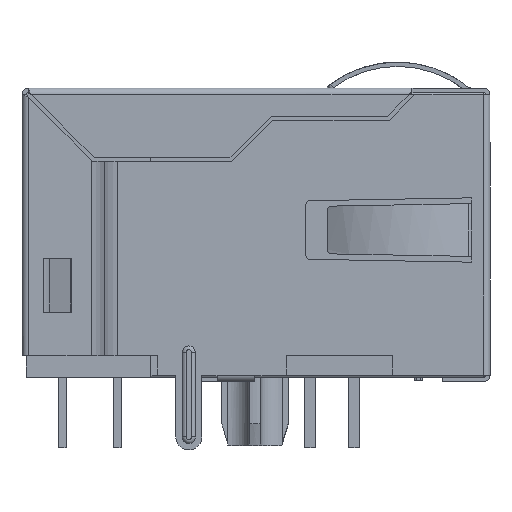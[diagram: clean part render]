
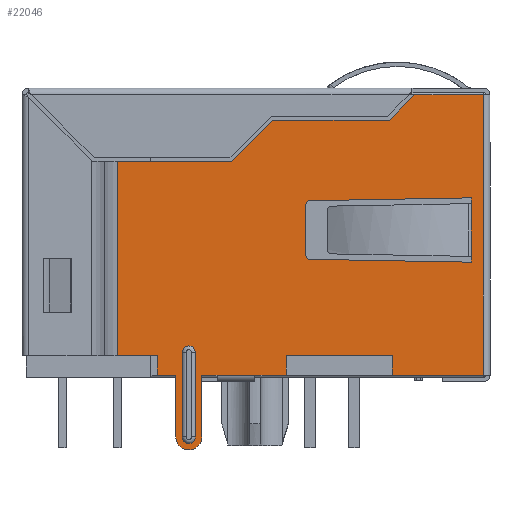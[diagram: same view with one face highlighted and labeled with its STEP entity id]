
A CAD part, left-side view. The second image highlights one B-rep face of the part: STEP entity #22046.
In plain terms, the highlighted face is planar.
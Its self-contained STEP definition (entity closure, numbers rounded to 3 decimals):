
#631=CIRCLE('',#22801,0.2);
#633=CIRCLE('',#22804,0.2);
#736=CIRCLE('',#23054,0.3);
#741=CIRCLE('',#23062,0.3);
#743=CIRCLE('',#23068,0.6);
#3891=ORIENTED_EDGE('',*,*,#7218,.T.);
#3892=ORIENTED_EDGE('',*,*,#7220,.F.);
#3893=ORIENTED_EDGE('',*,*,#7216,.T.);
#3894=ORIENTED_EDGE('',*,*,#7211,.F.);
#3895=ORIENTED_EDGE('',*,*,#7230,.T.);
#3896=ORIENTED_EDGE('',*,*,#7270,.T.);
#3897=ORIENTED_EDGE('',*,*,#7263,.T.);
#3898=ORIENTED_EDGE('',*,*,#7260,.T.);
#3899=ORIENTED_EDGE('',*,*,#7257,.T.);
#3900=ORIENTED_EDGE('',*,*,#7254,.T.);
#3901=ORIENTED_EDGE('',*,*,#7193,.T.);
#3902=ORIENTED_EDGE('',*,*,#7248,.T.);
#3903=ORIENTED_EDGE('',*,*,#7245,.T.);
#3904=ORIENTED_EDGE('',*,*,#7273,.T.);
#3905=ORIENTED_EDGE('',*,*,#7222,.F.);
#3906=ORIENTED_EDGE('',*,*,#7225,.F.);
#3907=ORIENTED_EDGE('',*,*,#7227,.F.);
#3908=ORIENTED_EDGE('',*,*,#7277,.T.);
#3909=ORIENTED_EDGE('',*,*,#7166,.T.);
#3910=ORIENTED_EDGE('',*,*,#7276,.T.);
#3911=ORIENTED_EDGE('',*,*,#7241,.T.);
#3912=ORIENTED_EDGE('',*,*,#7238,.T.);
#3913=ORIENTED_EDGE('',*,*,#7235,.T.);
#3914=ORIENTED_EDGE('',*,*,#7269,.T.);
#3915=ORIENTED_EDGE('',*,*,#7337,.T.);
#3916=ORIENTED_EDGE('',*,*,#7333,.F.);
#3917=ORIENTED_EDGE('',*,*,#6762,.F.);
#3918=ORIENTED_EDGE('',*,*,#6784,.F.);
#3919=ORIENTED_EDGE('',*,*,#6766,.F.);
#3920=ORIENTED_EDGE('',*,*,#7302,.F.);
#3921=ORIENTED_EDGE('',*,*,#6771,.T.);
#3922=ORIENTED_EDGE('',*,*,#6778,.T.);
#6762=EDGE_CURVE('',#8809,#8810,#631,.T.);
#6766=EDGE_CURVE('',#8813,#8814,#633,.T.);
#6771=EDGE_CURVE('',#8816,#8818,#10126,.T.);
#6778=EDGE_CURVE('',#8818,#8293,#10129,.T.);
#6784=EDGE_CURVE('',#8814,#8809,#10135,.T.);
#7166=EDGE_CURVE('',#9072,#9074,#10412,.T.);
#7193=EDGE_CURVE('',#9094,#9093,#10428,.T.);
#7211=EDGE_CURVE('',#9106,#9107,#736,.T.);
#7216=EDGE_CURVE('',#9109,#9107,#10438,.T.);
#7218=EDGE_CURVE('',#9106,#9112,#10439,.T.);
#7220=EDGE_CURVE('',#9109,#9112,#741,.T.);
#7222=EDGE_CURVE('',#9113,#9114,#10441,.T.);
#7225=EDGE_CURVE('',#9115,#9113,#743,.T.);
#7227=EDGE_CURVE('',#9116,#9115,#10445,.T.);
#7230=EDGE_CURVE('',#9118,#9117,#10447,.T.);
#7235=EDGE_CURVE('',#9123,#9122,#10451,.T.);
#7238=EDGE_CURVE('',#9125,#9123,#10454,.T.);
#7241=EDGE_CURVE('',#9127,#9125,#10457,.T.);
#7245=EDGE_CURVE('',#9131,#9130,#10461,.T.);
#7248=EDGE_CURVE('',#9093,#9131,#10464,.T.);
#7254=EDGE_CURVE('',#9133,#9094,#10470,.T.);
#7257=EDGE_CURVE('',#9135,#9133,#10473,.T.);
#7260=EDGE_CURVE('',#9137,#9135,#10476,.T.);
#7263=EDGE_CURVE('',#9139,#9137,#10479,.T.);
#7269=EDGE_CURVE('',#9122,#9118,#10484,.T.);
#7270=EDGE_CURVE('',#9117,#9139,#10485,.T.);
#7273=EDGE_CURVE('',#9130,#9114,#10487,.T.);
#7276=EDGE_CURVE('',#9074,#9127,#10490,.T.);
#7277=EDGE_CURVE('',#9116,#9072,#10491,.T.);
#7302=EDGE_CURVE('',#8816,#8813,#10510,.T.);
#7333=EDGE_CURVE('',#8810,#9152,#10539,.T.);
#7337=EDGE_CURVE('',#8293,#9152,#10543,.T.);
#8293=VERTEX_POINT('',#28007);
#8809=VERTEX_POINT('',#31621);
#8810=VERTEX_POINT('',#31623);
#8813=VERTEX_POINT('',#31630);
#8814=VERTEX_POINT('',#31632);
#8816=VERTEX_POINT('',#31637);
#8818=VERTEX_POINT('',#31641);
#9072=VERTEX_POINT('',#32612);
#9074=VERTEX_POINT('',#32616);
#9093=VERTEX_POINT('',#32671);
#9094=VERTEX_POINT('',#32673);
#9106=VERTEX_POINT('',#32708);
#9107=VERTEX_POINT('',#32710);
#9109=VERTEX_POINT('',#32716);
#9112=VERTEX_POINT('',#32723);
#9113=VERTEX_POINT('',#32733);
#9114=VERTEX_POINT('',#32734);
#9115=VERTEX_POINT('',#32739);
#9116=VERTEX_POINT('',#32743);
#9117=VERTEX_POINT('',#32747);
#9118=VERTEX_POINT('',#32749);
#9122=VERTEX_POINT('',#32758);
#9123=VERTEX_POINT('',#32760);
#9125=VERTEX_POINT('',#32766);
#9127=VERTEX_POINT('',#32772);
#9130=VERTEX_POINT('',#32779);
#9131=VERTEX_POINT('',#32781);
#9133=VERTEX_POINT('',#32794);
#9135=VERTEX_POINT('',#32800);
#9137=VERTEX_POINT('',#32806);
#9139=VERTEX_POINT('',#32812);
#9152=VERTEX_POINT('',#32928);
#10126=LINE('',#31642,#11666);
#10129=LINE('',#31654,#11669);
#10135=LINE('',#31663,#11675);
#10412=LINE('',#32617,#11952);
#10428=LINE('',#32672,#11968);
#10438=LINE('',#32719,#11978);
#10439=LINE('',#32724,#11979);
#10441=LINE('',#32732,#11981);
#10445=LINE('',#32742,#11985);
#10447=LINE('',#32748,#11987);
#10451=LINE('',#32759,#11991);
#10454=LINE('',#32765,#11994);
#10457=LINE('',#32771,#11997);
#10461=LINE('',#32780,#12001);
#10464=LINE('',#32785,#12004);
#10470=LINE('',#32793,#12010);
#10473=LINE('',#32799,#12013);
#10476=LINE('',#32805,#12016);
#10479=LINE('',#32811,#12019);
#10484=LINE('',#32821,#12024);
#10485=LINE('',#32823,#12025);
#10487=LINE('',#32828,#12027);
#10490=LINE('',#32832,#12030);
#10491=LINE('',#32834,#12031);
#10510=LINE('',#32878,#12050);
#10539=LINE('',#32930,#12079);
#10543=LINE('',#32938,#12083);
#11666=VECTOR('',#24910,1000.);
#11669=VECTOR('',#24927,1000.);
#11675=VECTOR('',#24939,1000.);
#11952=VECTOR('',#25622,1000.);
#11968=VECTOR('',#25678,1000.);
#11978=VECTOR('',#25728,1000.);
#11979=VECTOR('',#25733,1000.);
#11981=VECTOR('',#25747,1000.);
#11985=VECTOR('',#25757,1000.);
#11987=VECTOR('',#25763,1000.);
#11991=VECTOR('',#25771,1000.);
#11994=VECTOR('',#25776,1000.);
#11997=VECTOR('',#25781,1000.);
#12001=VECTOR('',#25787,1000.);
#12004=VECTOR('',#25792,1000.);
#12010=VECTOR('',#25800,1000.);
#12013=VECTOR('',#25805,1000.);
#12016=VECTOR('',#25810,1000.);
#12019=VECTOR('',#25815,1000.);
#12024=VECTOR('',#25824,1000.);
#12025=VECTOR('',#25827,1000.);
#12027=VECTOR('',#25833,1000.);
#12030=VECTOR('',#25838,1000.);
#12031=VECTOR('',#25841,1000.);
#12050=VECTOR('',#25906,1000.);
#12079=VECTOR('',#25965,1000.);
#12083=VECTOR('',#25977,1000.);
#13302=EDGE_LOOP('',(#3891,#3892,#3893,#3894));
#13303=EDGE_LOOP('',(#3895,#3896,#3897,#3898,#3899,#3900,#3901,#3902,#3903,
#3904,#3905,#3906,#3907,#3908,#3909,#3910,#3911,#3912,#3913,#3914));
#13304=EDGE_LOOP('',(#3915,#3916,#3917,#3918,#3919,#3920,#3921,#3922));
#14264=FACE_BOUND('',#13302,.T.);
#14265=FACE_BOUND('',#13303,.T.);
#14266=FACE_BOUND('',#13304,.T.);
#15013=PLANE('',#23130);
#22046=ADVANCED_FACE('',(#14264,#14265,#14266),#15013,.T.);
#22801=AXIS2_PLACEMENT_3D('',#31622,#24894,#24895);
#22804=AXIS2_PLACEMENT_3D('',#31631,#24902,#24903);
#23054=AXIS2_PLACEMENT_3D('',#32709,#25717,#25718);
#23062=AXIS2_PLACEMENT_3D('',#32727,#25737,#25738);
#23068=AXIS2_PLACEMENT_3D('',#32738,#25752,#25753);
#23130=AXIS2_PLACEMENT_3D('',#32937,#25975,#25976);
#24894=DIRECTION('',(1.,0.,0.));
#24895=DIRECTION('',(0.,1.,0.));
#24902=DIRECTION('',(1.,0.,0.));
#24903=DIRECTION('',(0.,1.,0.));
#24910=DIRECTION('',(0.,0.,1.));
#24927=DIRECTION('',(0.,0.,1.));
#24939=DIRECTION('',(0.,0.,1.));
#25622=DIRECTION('',(0.,-1.,0.));
#25678=DIRECTION('',(0.,0.,1.));
#25717=DIRECTION('',(1.,0.,0.));
#25718=DIRECTION('',(0.,1.,0.));
#25728=DIRECTION('',(0.,0.,1.));
#25733=DIRECTION('',(0.,0.,-1.));
#25737=DIRECTION('',(1.,0.,0.));
#25738=DIRECTION('',(0.,1.,0.));
#25747=DIRECTION('',(0.,0.,-1.));
#25752=DIRECTION('',(-1.,0.,0.));
#25753=DIRECTION('',(0.,-1.,0.));
#25757=DIRECTION('',(0.,0.,1.));
#25763=DIRECTION('',(0.,0.,-1.));
#25771=DIRECTION('',(0.,0.,1.));
#25776=DIRECTION('',(0.,-1.,0.));
#25781=DIRECTION('',(0.,0.,-1.));
#25787=DIRECTION('',(0.,0.,1.));
#25792=DIRECTION('',(0.,-1.,0.));
#25800=DIRECTION('',(0.,1.,0.));
#25805=DIRECTION('',(0.,0.707,0.707));
#25810=DIRECTION('',(0.,1.,0.));
#25815=DIRECTION('',(0.,0.707,0.707));
#25824=DIRECTION('',(0.,-1.,0.));
#25827=DIRECTION('',(0.,1.,0.));
#25833=DIRECTION('',(0.,-1.,0.));
#25838=DIRECTION('',(0.,-1.,0.));
#25841=DIRECTION('',(0.,-1.,0.));
#25906=DIRECTION('',(0.,1.,0.018));
#25965=DIRECTION('',(0.,-1.,0.018));
#25975=DIRECTION('',(1.,0.,0.));
#25976=DIRECTION('',(0.,1.,0.));
#25977=DIRECTION('',(0.,0.,1.));
#28007=CARTESIAN_POINT('',(8.,-9.93,0.992));
#31621=CARTESIAN_POINT('',(8.,-2.3,0.928));
#31622=CARTESIAN_POINT('',(8.,-2.5,0.928));
#31623=CARTESIAN_POINT('',(8.,-2.496,1.128));
#31630=CARTESIAN_POINT('',(8.,-2.496,-1.578));
#31631=CARTESIAN_POINT('',(8.,-2.5,-1.378));
#31632=CARTESIAN_POINT('',(8.,-2.3,-1.378));
#31637=CARTESIAN_POINT('',(8.,-9.93,-1.71));
#31641=CARTESIAN_POINT('',(8.,-9.93,-1.442));
#31642=CARTESIAN_POINT('',(8.,-9.93,-1.725));
#31654=CARTESIAN_POINT('',(8.,-9.93,-1.725));
#31663=CARTESIAN_POINT('',(8.,-2.3,-1.575));
#32612=CARTESIAN_POINT('',(8.,1.8,6.475));
#32616=CARTESIAN_POINT('',(8.,0.05,6.475));
#32617=CARTESIAN_POINT('',(8.,1.8,6.475));
#32671=CARTESIAN_POINT('',(8.,6.4,5.575));
#32672=CARTESIAN_POINT('',(8.,6.4,-3.391));
#32673=CARTESIAN_POINT('',(8.,6.4,-3.391));
#32708=CARTESIAN_POINT('',(8.,3.4,9.325));
#32709=CARTESIAN_POINT('',(8.,3.1,9.325));
#32710=CARTESIAN_POINT('',(8.,2.8,9.325));
#32716=CARTESIAN_POINT('',(8.,2.8,5.425));
#32719=CARTESIAN_POINT('',(8.,2.8,6.475));
#32723=CARTESIAN_POINT('',(8.,3.4,5.425));
#32724=CARTESIAN_POINT('',(8.,3.4,6.475));
#32727=CARTESIAN_POINT('',(8.,3.1,5.425));
#32732=CARTESIAN_POINT('',(8.,3.7,9.325));
#32733=CARTESIAN_POINT('',(8.,3.7,9.325));
#32734=CARTESIAN_POINT('',(8.,3.7,6.475));
#32738=CARTESIAN_POINT('',(8.,3.1,9.325));
#32739=CARTESIAN_POINT('',(8.,2.5,9.325));
#32742=CARTESIAN_POINT('',(8.,2.5,6.475));
#32743=CARTESIAN_POINT('',(8.,2.5,6.475));
#32747=CARTESIAN_POINT('',(8.,-10.5,-6.475));
#32748=CARTESIAN_POINT('',(8.,-10.5,6.475));
#32749=CARTESIAN_POINT('',(8.,-10.5,6.475));
#32758=CARTESIAN_POINT('',(8.,-6.3,6.475));
#32759=CARTESIAN_POINT('',(8.,-6.3,6.475));
#32760=CARTESIAN_POINT('',(8.,-6.3,5.575));
#32765=CARTESIAN_POINT('',(8.,-6.3,5.575));
#32766=CARTESIAN_POINT('',(8.,-1.4,5.575));
#32771=CARTESIAN_POINT('',(8.,-1.4,5.575));
#32772=CARTESIAN_POINT('',(8.,-1.4,6.475));
#32779=CARTESIAN_POINT('',(8.,4.55,6.475));
#32780=CARTESIAN_POINT('',(8.,4.55,6.475));
#32781=CARTESIAN_POINT('',(8.,4.55,5.575));
#32785=CARTESIAN_POINT('',(8.,4.55,5.575));
#32793=CARTESIAN_POINT('',(8.,1.124,-3.391));
#32794=CARTESIAN_POINT('',(8.,1.124,-3.391));
#32799=CARTESIAN_POINT('',(8.,-0.776,-5.291));
#32800=CARTESIAN_POINT('',(8.,-0.776,-5.291));
#32805=CARTESIAN_POINT('',(8.,-6.146,-5.291));
#32806=CARTESIAN_POINT('',(8.,-6.146,-5.291));
#32811=CARTESIAN_POINT('',(8.,-7.33,-6.475));
#32812=CARTESIAN_POINT('',(8.,-7.33,-6.475));
#32821=CARTESIAN_POINT('',(8.,-10.63,6.475));
#32823=CARTESIAN_POINT('',(8.,-10.63,-6.475));
#32828=CARTESIAN_POINT('',(8.,-1.4,6.475));
#32832=CARTESIAN_POINT('',(8.,-1.4,6.475));
#32834=CARTESIAN_POINT('',(8.,-1.4,6.475));
#32878=CARTESIAN_POINT('',(8.,-10.8,-1.725));
#32928=CARTESIAN_POINT('',(8.,-9.93,1.26));
#32930=CARTESIAN_POINT('',(8.,-2.3,1.125));
#32937=CARTESIAN_POINT('',(8.,-10.63,6.475));
#32938=CARTESIAN_POINT('',(8.,-9.93,0.992));
